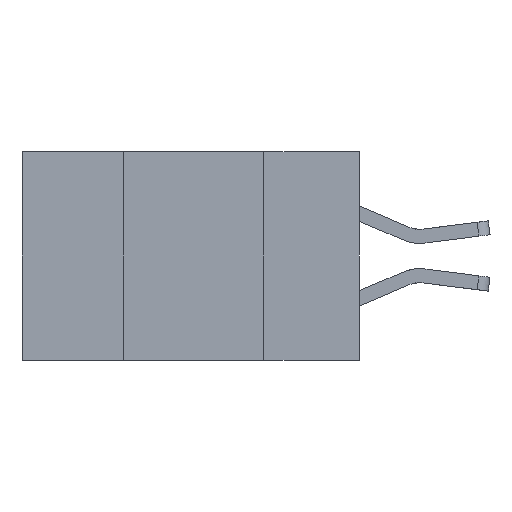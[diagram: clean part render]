
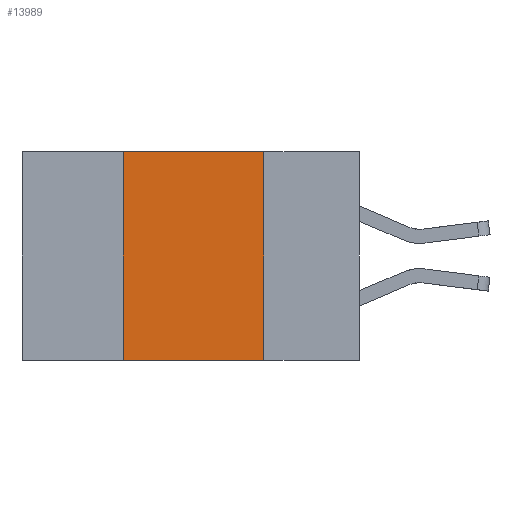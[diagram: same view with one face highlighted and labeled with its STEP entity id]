
A CAD part, left-side view. The second image highlights one B-rep face of the part: STEP entity #13989.
In plain terms, the highlighted planar face has unit normal (-1, 0, 0).
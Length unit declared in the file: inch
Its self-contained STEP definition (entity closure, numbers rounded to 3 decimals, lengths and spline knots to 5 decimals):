
#367 = ORIENTED_EDGE ( 'NONE', *, *, #12320, .F. ) ;
#638 = DIRECTION ( 'NONE',  ( 0., 0., -1. ) ) ;
#1071 = ORIENTED_EDGE ( 'NONE', *, *, #3838, .F. ) ;
#1582 = VERTEX_POINT ( 'NONE', #8030 ) ;
#1629 = DIRECTION ( 'NONE',  ( 1., 0., 0. ) ) ;
#1877 = VERTEX_POINT ( 'NONE', #8915 ) ;
#2634 = LINE ( 'NONE', #13012, #8666 ) ;
#3838 = EDGE_CURVE ( 'NONE', #5771, #1582, #8496, .T. ) ;
#4398 = EDGE_CURVE ( 'NONE', #1582, #1877, #4482, .T. ) ;
#4482 = LINE ( 'NONE', #11327, #7728 ) ;
#5420 = CARTESIAN_POINT ( 'NONE',  ( 0., 0.17, -0.37 ) ) ;
#5504 = DIRECTION ( 'NONE',  ( 0., 0., 1. ) ) ;
#5677 = VECTOR ( 'NONE', #5504, 39.37008 ) ;
#5771 = VERTEX_POINT ( 'NONE', #14305 ) ;
#6180 = ORIENTED_EDGE ( 'NONE', *, *, #4398, .F. ) ;
#6811 = LINE ( 'NONE', #7920, #9630 ) ;
#6823 = CARTESIAN_POINT ( 'NONE',  ( 0., 0.42, 0. ) ) ;
#6971 = AXIS2_PLACEMENT_3D ( 'NONE', #8884, #1629, #10089 ) ;
#7619 = EDGE_LOOP ( 'NONE', ( #367, #6180, #1071, #8458 ) ) ;
#7728 = VECTOR ( 'NONE', #8935, 39.37008 ) ;
#7920 = CARTESIAN_POINT ( 'NONE',  ( 0., 0.17, 0. ) ) ;
#8030 = CARTESIAN_POINT ( 'NONE',  ( 0., 0.42, 0. ) ) ;
#8458 = ORIENTED_EDGE ( 'NONE', *, *, #12600, .T. ) ;
#8496 = LINE ( 'NONE', #6823, #5677 ) ;
#8666 = VECTOR ( 'NONE', #14108, 39.37008 ) ;
#8884 = CARTESIAN_POINT ( 'NONE',  ( 0., 0.6, 0. ) ) ;
#8915 = CARTESIAN_POINT ( 'NONE',  ( 0., 0.17, 0. ) ) ;
#8935 = DIRECTION ( 'NONE',  ( 0., -1., 0. ) ) ;
#9630 = VECTOR ( 'NONE', #638, 39.37008 ) ;
#10089 = DIRECTION ( 'NONE',  ( 0., 0., -1. ) ) ;
#10242 = FACE_OUTER_BOUND ( 'NONE', #7619, .T. ) ;
#11001 = VERTEX_POINT ( 'NONE', #5420 ) ;
#11327 = CARTESIAN_POINT ( 'NONE',  ( 0., 0.6, 0. ) ) ;
#12320 = EDGE_CURVE ( 'NONE', #1877, #11001, #6811, .T. ) ;
#12600 = EDGE_CURVE ( 'NONE', #5771, #11001, #2634, .T. ) ;
#13012 = CARTESIAN_POINT ( 'NONE',  ( 0., 0.6, -0.37 ) ) ;
#13989 = ADVANCED_FACE ( 'NONE', ( #10242 ), #14516, .F. ) ;
#14108 = DIRECTION ( 'NONE',  ( 0., -1., 0. ) ) ;
#14305 = CARTESIAN_POINT ( 'NONE',  ( 0., 0.42, -0.37 ) ) ;
#14516 = PLANE ( 'NONE',  #6971 ) ;
